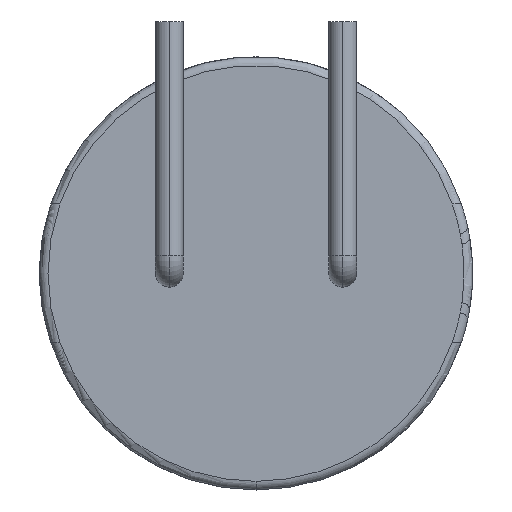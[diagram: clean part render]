
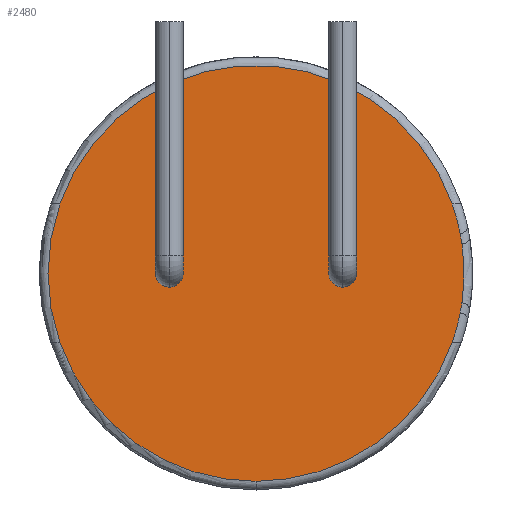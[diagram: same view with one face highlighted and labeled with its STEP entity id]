
A CAD part, front view. The second image highlights one B-rep face of the part: STEP entity #2480.
In plain terms, the highlighted planar face has unit normal (0, -1, 0).
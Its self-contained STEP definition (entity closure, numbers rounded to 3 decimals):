
#2 = CARTESIAN_POINT ( 'NONE',  ( 2.5, 0., -0.4 ) ) ;
#18 = ORIENTED_EDGE ( 'NONE', *, *, #1409, .F. ) ;
#61 = CIRCLE ( 'NONE', #728, 0.4 ) ;
#72 = DIRECTION ( 'NONE',  ( 0., 0., -1. ) ) ;
#82 = CIRCLE ( 'NONE', #3526, 6. ) ;
#100 = AXIS2_PLACEMENT_3D ( 'NONE', #1396, #3613, #1720 ) ;
#117 = CARTESIAN_POINT ( 'NONE',  ( 5.939, 0., -0.85 ) ) ;
#126 = CARTESIAN_POINT ( 'NONE',  ( 5.889, 0., -1.15 ) ) ;
#127 = ORIENTED_EDGE ( 'NONE', *, *, #3602, .T. ) ;
#130 = PLANE ( 'NONE',  #634 ) ;
#199 = AXIS2_PLACEMENT_3D ( 'NONE', #971, #3188, #1280 ) ;
#244 = EDGE_CURVE ( 'NONE', #2353, #2750, #3069, .T. ) ;
#279 = CARTESIAN_POINT ( 'NONE',  ( -2.5, 0., 0.4 ) ) ;
#285 = DIRECTION ( 'NONE',  ( 0., -1., 0. ) ) ;
#297 = CIRCLE ( 'NONE', #199, 0.4 ) ;
#302 = DIRECTION ( 'NONE',  ( 0., -1., 0. ) ) ;
#332 = DIRECTION ( 'NONE',  ( 0., -1., 0. ) ) ;
#340 = EDGE_LOOP ( 'NONE', ( #2629, #1325 ) ) ;
#373 = VERTEX_POINT ( 'NONE', #1350 ) ;
#422 = ORIENTED_EDGE ( 'NONE', *, *, #1906, .F. ) ;
#514 = DIRECTION ( 'NONE',  ( 0., -1., 0. ) ) ;
#623 = AXIS2_PLACEMENT_3D ( 'NONE', #1443, #3663, #1774 ) ;
#627 = EDGE_CURVE ( 'NONE', #373, #997, #2110, .T. ) ;
#634 = AXIS2_PLACEMENT_3D ( 'NONE', #3603, #1713, #3919 ) ;
#639 = CIRCLE ( 'NONE', #1104, 0.4 ) ;
#691 = CARTESIAN_POINT ( 'NONE',  ( -2.5, 0., -0.4 ) ) ;
#694 = CARTESIAN_POINT ( 'NONE',  ( 0., 0., 0. ) ) ;
#728 = AXIS2_PLACEMENT_3D ( 'NONE', #2960, #1059, #3289 ) ;
#761 = EDGE_LOOP ( 'NONE', ( #854, #1757, #1045, #3635, #2079, #2773, #3040, #127, #3323 ) ) ;
#788 = AXIS2_PLACEMENT_3D ( 'NONE', #2184, #302, #2517 ) ;
#840 = EDGE_CURVE ( 'NONE', #2454, #373, #1771, .T. ) ;
#846 = CIRCLE ( 'NONE', #3076, 6. ) ;
#854 = ORIENTED_EDGE ( 'NONE', *, *, #1694, .T. ) ;
#883 = CIRCLE ( 'NONE', #3425, 6. ) ;
#971 = CARTESIAN_POINT ( 'NONE',  ( -2.5, 0., 0. ) ) ;
#997 = VERTEX_POINT ( 'NONE', #1536 ) ;
#1010 = DIRECTION ( 'NONE',  ( 0., 0., -1. ) ) ;
#1015 = DIRECTION ( 'NONE',  ( 0., -1., 0. ) ) ;
#1045 = ORIENTED_EDGE ( 'NONE', *, *, #840, .T. ) ;
#1046 = EDGE_CURVE ( 'NONE', #3986, #2454, #82, .T. ) ;
#1059 = DIRECTION ( 'NONE',  ( 0., -1., 0. ) ) ;
#1104 = AXIS2_PLACEMENT_3D ( 'NONE', #3852, #1960, #72 ) ;
#1165 = CARTESIAN_POINT ( 'NONE',  ( 0., 0., 0. ) ) ;
#1225 = VERTEX_POINT ( 'NONE', #2 ) ;
#1280 = DIRECTION ( 'NONE',  ( 0., 0., -1. ) ) ;
#1325 = ORIENTED_EDGE ( 'NONE', *, *, #244, .F. ) ;
#1350 = CARTESIAN_POINT ( 'NONE',  ( 5.939, 0., 0.85 ) ) ;
#1368 = CARTESIAN_POINT ( 'NONE',  ( -5.657, 0., -2. ) ) ;
#1396 = CARTESIAN_POINT ( 'NONE',  ( 0., 0., 0. ) ) ;
#1403 = VERTEX_POINT ( 'NONE', #1368 ) ;
#1409 = EDGE_CURVE ( 'NONE', #1225, #3071, #61, .T. ) ;
#1430 = FACE_BOUND ( 'NONE', #340, .T. ) ;
#1443 = CARTESIAN_POINT ( 'NONE',  ( 0., 0., 0. ) ) ;
#1491 = VERTEX_POINT ( 'NONE', #2361 ) ;
#1493 = DIRECTION ( 'NONE',  ( 0., 0., -1. ) ) ;
#1536 = CARTESIAN_POINT ( 'NONE',  ( 5.889, 0., 1.15 ) ) ;
#1694 = EDGE_CURVE ( 'NONE', #1491, #3986, #883, .T. ) ;
#1709 = AXIS2_PLACEMENT_3D ( 'NONE', #1165, #3403, #1493 ) ;
#1713 = DIRECTION ( 'NONE',  ( 0., -1., 0. ) ) ;
#1720 = DIRECTION ( 'NONE',  ( 0., 0., -1. ) ) ;
#1753 = EDGE_LOOP ( 'NONE', ( #422, #18 ) ) ;
#1757 = ORIENTED_EDGE ( 'NONE', *, *, #1046, .T. ) ;
#1771 = CIRCLE ( 'NONE', #623, 6. ) ;
#1774 = DIRECTION ( 'NONE',  ( 0., 0., -1. ) ) ;
#1906 = EDGE_CURVE ( 'NONE', #3071, #1225, #639, .T. ) ;
#1960 = DIRECTION ( 'NONE',  ( 0., -1., 0. ) ) ;
#2035 = CARTESIAN_POINT ( 'NONE',  ( 2.5, 0., 0.4 ) ) ;
#2079 = ORIENTED_EDGE ( 'NONE', *, *, #4106, .T. ) ;
#2097 = CIRCLE ( 'NONE', #788, 6. ) ;
#2110 = CIRCLE ( 'NONE', #3120, 6. ) ;
#2166 = CARTESIAN_POINT ( 'NONE',  ( 0., 0., 0. ) ) ;
#2184 = CARTESIAN_POINT ( 'NONE',  ( 0., 0., 0. ) ) ;
#2222 = CARTESIAN_POINT ( 'NONE',  ( 0., 0., 0. ) ) ;
#2240 = AXIS2_PLACEMENT_3D ( 'NONE', #2991, #3114, #3102 ) ;
#2277 = FACE_OUTER_BOUND ( 'NONE', #761, .T. ) ;
#2353 = VERTEX_POINT ( 'NONE', #691 ) ;
#2361 = CARTESIAN_POINT ( 'NONE',  ( 5.657, 0., -2. ) ) ;
#2424 = CARTESIAN_POINT ( 'NONE',  ( 0., 0., 0. ) ) ;
#2454 = VERTEX_POINT ( 'NONE', #117 ) ;
#2480 = ADVANCED_FACE ( 'NONE', ( #3963, #2277, #1430 ), #130, .T. ) ;
#2491 = DIRECTION ( 'NONE',  ( 0., 0., -1. ) ) ;
#2517 = DIRECTION ( 'NONE',  ( 0., 0., -1. ) ) ;
#2522 = VERTEX_POINT ( 'NONE', #2973 ) ;
#2549 = DIRECTION ( 'NONE',  ( 0., 0., -1. ) ) ;
#2593 = CIRCLE ( 'NONE', #2735, 6. ) ;
#2629 = ORIENTED_EDGE ( 'NONE', *, *, #2840, .F. ) ;
#2735 = AXIS2_PLACEMENT_3D ( 'NONE', #2923, #1015, #3249 ) ;
#2739 = DIRECTION ( 'NONE',  ( 0., 0., -1. ) ) ;
#2750 = VERTEX_POINT ( 'NONE', #279 ) ;
#2773 = ORIENTED_EDGE ( 'NONE', *, *, #3895, .T. ) ;
#2840 = EDGE_CURVE ( 'NONE', #2750, #2353, #297, .T. ) ;
#2848 = VERTEX_POINT ( 'NONE', #3202 ) ;
#2916 = DIRECTION ( 'NONE',  ( 0., -1., 0. ) ) ;
#2923 = CARTESIAN_POINT ( 'NONE',  ( 0., 0., 0. ) ) ;
#2960 = CARTESIAN_POINT ( 'NONE',  ( 2.5, 0., 0. ) ) ;
#2973 = CARTESIAN_POINT ( 'NONE',  ( -5.657, 0., 2. ) ) ;
#2991 = CARTESIAN_POINT ( 'NONE',  ( -2.5, 0., 0. ) ) ;
#3040 = ORIENTED_EDGE ( 'NONE', *, *, #3476, .T. ) ;
#3069 = CIRCLE ( 'NONE', #2240, 0.4 ) ;
#3071 = VERTEX_POINT ( 'NONE', #2035 ) ;
#3076 = AXIS2_PLACEMENT_3D ( 'NONE', #2424, #514, #2739 ) ;
#3087 = CIRCLE ( 'NONE', #1709, 6. ) ;
#3102 = DIRECTION ( 'NONE',  ( 0., 0., -1. ) ) ;
#3114 = DIRECTION ( 'NONE',  ( 0., -1., 0. ) ) ;
#3120 = AXIS2_PLACEMENT_3D ( 'NONE', #694, #2916, #1010 ) ;
#3188 = DIRECTION ( 'NONE',  ( 0., -1., 0. ) ) ;
#3202 = CARTESIAN_POINT ( 'NONE',  ( 5.657, 0., 2. ) ) ;
#3249 = DIRECTION ( 'NONE',  ( 0., 0., -1. ) ) ;
#3263 = EDGE_CURVE ( 'NONE', #3492, #1491, #2097, .T. ) ;
#3289 = DIRECTION ( 'NONE',  ( 0., 0., -1. ) ) ;
#3323 = ORIENTED_EDGE ( 'NONE', *, *, #3263, .T. ) ;
#3331 = CARTESIAN_POINT ( 'NONE',  ( 0., 0., -6. ) ) ;
#3403 = DIRECTION ( 'NONE',  ( 0., -1., 0. ) ) ;
#3425 = AXIS2_PLACEMENT_3D ( 'NONE', #2166, #285, #2491 ) ;
#3476 = EDGE_CURVE ( 'NONE', #2522, #1403, #3729, .T. ) ;
#3492 = VERTEX_POINT ( 'NONE', #3331 ) ;
#3526 = AXIS2_PLACEMENT_3D ( 'NONE', #2222, #332, #2549 ) ;
#3602 = EDGE_CURVE ( 'NONE', #1403, #3492, #3087, .T. ) ;
#3603 = CARTESIAN_POINT ( 'NONE',  ( 0., 0., 0. ) ) ;
#3613 = DIRECTION ( 'NONE',  ( 0., -1., 0. ) ) ;
#3635 = ORIENTED_EDGE ( 'NONE', *, *, #627, .T. ) ;
#3663 = DIRECTION ( 'NONE',  ( 0., -1., 0. ) ) ;
#3729 = CIRCLE ( 'NONE', #100, 6. ) ;
#3852 = CARTESIAN_POINT ( 'NONE',  ( 2.5, 0., 0. ) ) ;
#3895 = EDGE_CURVE ( 'NONE', #2848, #2522, #2593, .T. ) ;
#3919 = DIRECTION ( 'NONE',  ( 0., 0., -1. ) ) ;
#3963 = FACE_BOUND ( 'NONE', #1753, .T. ) ;
#3986 = VERTEX_POINT ( 'NONE', #126 ) ;
#4106 = EDGE_CURVE ( 'NONE', #997, #2848, #846, .T. ) ;
